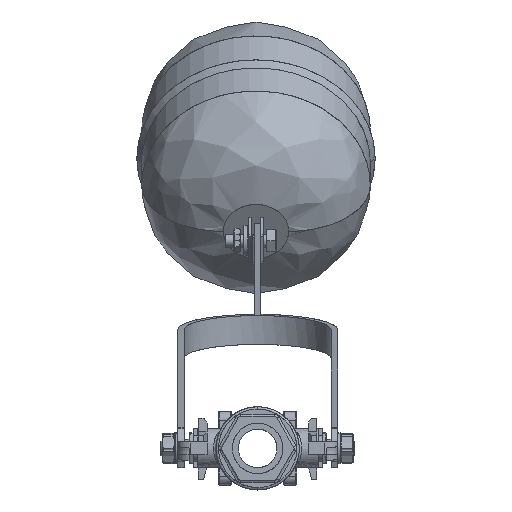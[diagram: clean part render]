
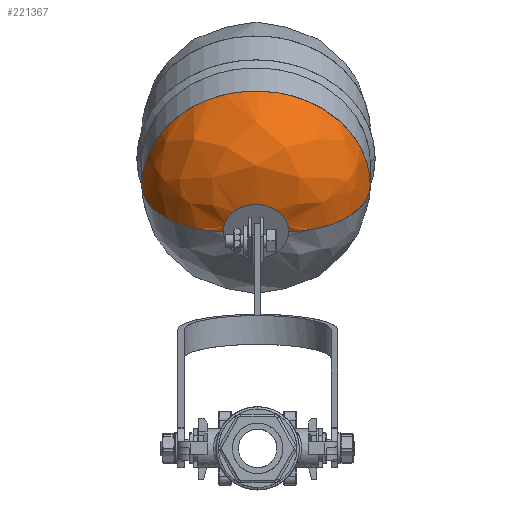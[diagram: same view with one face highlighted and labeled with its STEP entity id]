
A CAD part, left-side view. The second image highlights one B-rep face of the part: STEP entity #221367.
In plain terms, the highlighted free-form (B-spline) face has degree [3, 3] with [4, 4] control points.
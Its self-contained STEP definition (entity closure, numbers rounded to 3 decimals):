
#221367 = ADVANCED_FACE('',(#221368),#221404,.T.);
#221368 = FACE_BOUND('',#221369,.T.);
#221369 = EDGE_LOOP('',(#221370,#221380,#221389,#221397));
#221370 = ORIENTED_EDGE('',*,*,#221371,.T.);
#221371 = EDGE_CURVE('',#221372,#221374,#221376,.T.);
#221372 = VERTEX_POINT('',#221373);
#221373 = CARTESIAN_POINT('',(990.144,195.515,
    329.971));
#221374 = VERTEX_POINT('',#221375);
#221375 = CARTESIAN_POINT('',(934.755,128.418,
    292.104));
#221376 = ( BOUNDED_CURVE() B_SPLINE_CURVE(2,(#221377,#221378,#221379),
.UNSPECIFIED.,.F.,.F.) B_SPLINE_CURVE_WITH_KNOTS((3,3),(
0.,1.571),.PIECEWISE_BEZIER_KNOTS.) CURVE() 
GEOMETRIC_REPRESENTATION_ITEM() RATIONAL_B_SPLINE_CURVE((1.,
0.707,1.)) REPRESENTATION_ITEM('') );
#221377 = CARTESIAN_POINT('',(990.144,195.515,
    329.971));
#221378 = CARTESIAN_POINT('',(934.755,195.515,
    292.104));
#221379 = CARTESIAN_POINT('',(934.755,128.418,
    292.104));
#221380 = ORIENTED_EDGE('',*,*,#221381,.T.);
#221381 = EDGE_CURVE('',#221374,#221382,#221384,.T.);
#221382 = VERTEX_POINT('',#221383);
#221383 = CARTESIAN_POINT('',(934.755,74.741,
    292.104));
#221384 = ( BOUNDED_CURVE() B_SPLINE_CURVE(3,(#221385,#221386,#221387,
#221388),.UNSPECIFIED.,.F.,.F.) B_SPLINE_CURVE_WITH_KNOTS((4,4),(0.,1.),
.PIECEWISE_BEZIER_KNOTS.) CURVE() GEOMETRIC_REPRESENTATION_ITEM() 
RATIONAL_B_SPLINE_CURVE((1.,0.333,0.333,1.)) 
REPRESENTATION_ITEM('') );
#221385 = CARTESIAN_POINT('',(934.755,128.418,
    292.104));
#221386 = CARTESIAN_POINT('',(904.461,128.418,
    336.415));
#221387 = CARTESIAN_POINT('',(904.461,74.741,
    336.415));
#221388 = CARTESIAN_POINT('',(934.755,74.741,
    292.104));
#221389 = ORIENTED_EDGE('',*,*,#221390,.T.);
#221390 = EDGE_CURVE('',#221382,#221391,#221393,.T.);
#221391 = VERTEX_POINT('',#221392);
#221392 = CARTESIAN_POINT('',(990.144,7.645,
    329.971));
#221393 = ( BOUNDED_CURVE() B_SPLINE_CURVE(2,(#221394,#221395,#221396),
.UNSPECIFIED.,.F.,.F.) B_SPLINE_CURVE_WITH_KNOTS((3,3),(
0.,1.571),.PIECEWISE_BEZIER_KNOTS.) CURVE() 
GEOMETRIC_REPRESENTATION_ITEM() RATIONAL_B_SPLINE_CURVE((1.,
0.707,1.)) REPRESENTATION_ITEM('') );
#221394 = CARTESIAN_POINT('',(934.755,74.741,
    292.104));
#221395 = CARTESIAN_POINT('',(934.755,7.645,
    292.104));
#221396 = CARTESIAN_POINT('',(990.144,7.645,
    329.971));
#221397 = ORIENTED_EDGE('',*,*,#221398,.T.);
#221398 = EDGE_CURVE('',#221391,#221372,#221399,.T.);
#221399 = ( BOUNDED_CURVE() B_SPLINE_CURVE(3,(#221400,#221401,#221402,
#221403),.UNSPECIFIED.,.F.,.F.) B_SPLINE_CURVE_WITH_KNOTS((4,4),(0.,1.),
.PIECEWISE_BEZIER_KNOTS.) CURVE() GEOMETRIC_REPRESENTATION_ITEM() 
RATIONAL_B_SPLINE_CURVE((1.,0.333,0.333,1.)) 
REPRESENTATION_ITEM('') );
#221400 = CARTESIAN_POINT('',(990.144,7.645,
    329.971));
#221401 = CARTESIAN_POINT('',(884.117,7.645,
    485.062));
#221402 = CARTESIAN_POINT('',(884.117,195.515,
    485.062));
#221403 = CARTESIAN_POINT('',(990.144,195.515,
    329.971));
#221404 = ( BOUNDED_SURFACE() B_SPLINE_SURFACE(3,3,(
    (#221405,#221406,#221407,#221408)
    ,(#221409,#221410,#221411,#221412)
    ,(#221413,#221414,#221415,#221416)
    ,(#221417,#221418,#221419,#221420
)),.UNSPECIFIED.,.F.,.F.,.F.) B_SPLINE_SURFACE_WITH_KNOTS((4,4),(4,4),(
    0.,1.),(0.,1.),.PIECEWISE_BEZIER_KNOTS.) 
GEOMETRIC_REPRESENTATION_ITEM() RATIONAL_B_SPLINE_SURFACE((
    (1.,0.333,0.333,1.)
    ,(0.805,0.268,0.268,0.805)
    ,(0.805,0.268,0.268,0.805)
,(1.,0.333,0.333,1.
))) REPRESENTATION_ITEM('') SURFACE() );
#221405 = CARTESIAN_POINT('',(990.144,195.515,
    329.971));
#221406 = CARTESIAN_POINT('',(884.117,195.515,
    485.062));
#221407 = CARTESIAN_POINT('',(884.117,7.645,
    485.062));
#221408 = CARTESIAN_POINT('',(990.144,7.645,
    329.971));
#221409 = CARTESIAN_POINT('',(957.698,195.515,
    307.789));
#221410 = CARTESIAN_POINT('',(851.67,195.515,
    462.88));
#221411 = CARTESIAN_POINT('',(851.67,7.645,
    462.88));
#221412 = CARTESIAN_POINT('',(957.698,7.645,
    307.789));
#221413 = CARTESIAN_POINT('',(934.755,167.722,
    292.104));
#221414 = CARTESIAN_POINT('',(860.097,167.722,
    401.308));
#221415 = CARTESIAN_POINT('',(860.097,35.437,
    401.308));
#221416 = CARTESIAN_POINT('',(934.755,35.437,
    292.104));
#221417 = CARTESIAN_POINT('',(934.755,128.418,
    292.104));
#221418 = CARTESIAN_POINT('',(904.461,128.418,
    336.415));
#221419 = CARTESIAN_POINT('',(904.461,74.741,
    336.415));
#221420 = CARTESIAN_POINT('',(934.755,74.741,
    292.104));
